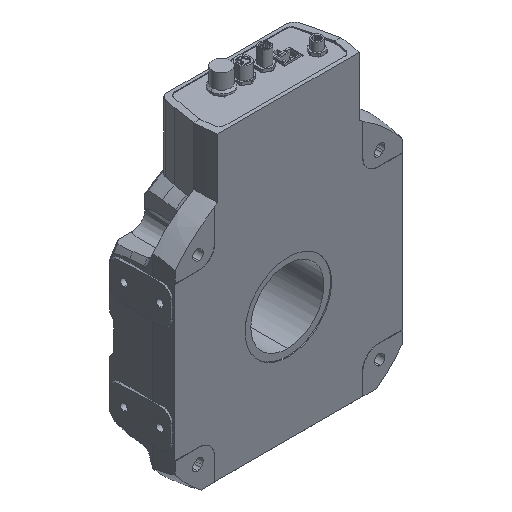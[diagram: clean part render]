
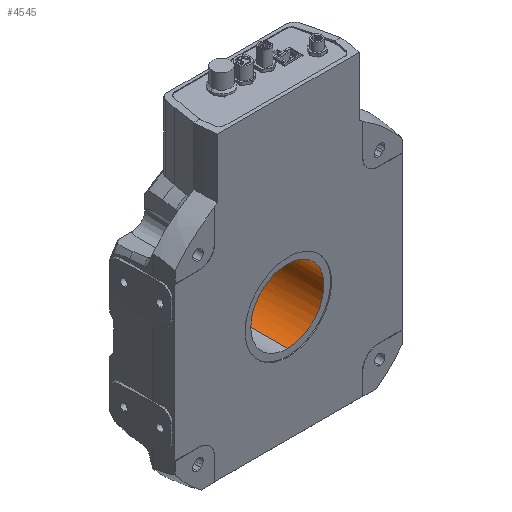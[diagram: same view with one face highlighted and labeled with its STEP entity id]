
A CAD part, isometric view. The second image highlights one B-rep face of the part: STEP entity #4545.
In plain terms, the highlighted cylindrical face has radius 25.4 mm (diameter 50.8 mm), a partial arc.
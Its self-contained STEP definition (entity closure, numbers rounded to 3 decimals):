
#264 = FACE_OUTER_BOUND ( 'NONE', #14534, .T. ) ;
#896 = VECTOR ( 'NONE', #5994, 1000. ) ;
#919 = ORIENTED_EDGE ( 'NONE', *, *, #3214, .T. ) ;
#1000 = AXIS2_PLACEMENT_3D ( 'NONE', #16149, #21651, #16267 ) ;
#1484 = DIRECTION ( 'NONE',  ( 0., -1., 0. ) ) ;
#3005 = LINE ( 'NONE', #11703, #16576 ) ;
#3214 = EDGE_CURVE ( 'NONE', #20829, #11380, #20233, .T. ) ;
#4360 = VERTEX_POINT ( 'NONE', #15109 ) ;
#4545 = ADVANCED_FACE ( 'NONE', ( #264 ), #10721, .F. ) ;
#5691 = DIRECTION ( 'NONE',  ( 0., 0., -1. ) ) ;
#5994 = DIRECTION ( 'NONE',  ( 0., -1., 0. ) ) ;
#6239 = EDGE_CURVE ( 'NONE', #4360, #11380, #22333, .T. ) ;
#6612 = CARTESIAN_POINT ( 'NONE',  ( 0., 50., -25.4 ) ) ;
#6683 = EDGE_CURVE ( 'NONE', #18621, #4360, #11398, .T. ) ;
#8398 = DIRECTION ( 'NONE',  ( 0., 1., 0. ) ) ;
#8751 = ORIENTED_EDGE ( 'NONE', *, *, #6683, .F. ) ;
#10614 = ORIENTED_EDGE ( 'NONE', *, *, #19008, .F. ) ;
#10651 = AXIS2_PLACEMENT_3D ( 'NONE', #16932, #21031, #20915 ) ;
#10721 = CYLINDRICAL_SURFACE ( 'NONE', #1000, 25.4 ) ;
#11380 = VERTEX_POINT ( 'NONE', #16772 ) ;
#11398 = CIRCLE ( 'NONE', #15180, 25.4 ) ;
#11703 = CARTESIAN_POINT ( 'NONE',  ( 3.55, 48.5, 25.151 ) ) ;
#12321 = LINE ( 'NONE', #19294, #17600 ) ;
#13706 = VERTEX_POINT ( 'NONE', #6612 ) ;
#13933 = CARTESIAN_POINT ( 'NONE',  ( 0., 48.5, 0. ) ) ;
#14534 = EDGE_LOOP ( 'NONE', ( #19421, #8751, #18516, #10614, #17332, #919 ) ) ;
#14610 = CARTESIAN_POINT ( 'NONE',  ( 0., 1., 0. ) ) ;
#14982 = VERTEX_POINT ( 'NONE', #17913 ) ;
#15109 = CARTESIAN_POINT ( 'NONE',  ( 0., 48.5, 25.4 ) ) ;
#15180 = AXIS2_PLACEMENT_3D ( 'NONE', #13933, #1484, #17371 ) ;
#15185 = CIRCLE ( 'NONE', #10651, 25.4 ) ;
#15347 = AXIS2_PLACEMENT_3D ( 'NONE', #14610, #21784, #5691 ) ;
#16104 = DIRECTION ( 'NONE',  ( 0., -1., 0. ) ) ;
#16149 = CARTESIAN_POINT ( 'NONE',  ( 0., 0., 0. ) ) ;
#16267 = DIRECTION ( 'NONE',  ( 0., 0., -1. ) ) ;
#16576 = VECTOR ( 'NONE', #8398, 1000. ) ;
#16634 = EDGE_CURVE ( 'NONE', #18621, #14982, #3005, .T. ) ;
#16772 = CARTESIAN_POINT ( 'NONE',  ( 0., 1., 25.4 ) ) ;
#16932 = CARTESIAN_POINT ( 'NONE',  ( 0., 50., 0. ) ) ;
#17332 = ORIENTED_EDGE ( 'NONE', *, *, #22161, .T. ) ;
#17371 = DIRECTION ( 'NONE',  ( 0., 0., 1. ) ) ;
#17600 = VECTOR ( 'NONE', #16104, 1000. ) ;
#17913 = CARTESIAN_POINT ( 'NONE',  ( 3.55, 50., 25.151 ) ) ;
#18516 = ORIENTED_EDGE ( 'NONE', *, *, #16634, .T. ) ;
#18621 = VERTEX_POINT ( 'NONE', #18964 ) ;
#18964 = CARTESIAN_POINT ( 'NONE',  ( 3.55, 48.5, 25.151 ) ) ;
#19008 = EDGE_CURVE ( 'NONE', #13706, #14982, #15185, .T. ) ;
#19294 = CARTESIAN_POINT ( 'NONE',  ( 0., 0., -25.4 ) ) ;
#19421 = ORIENTED_EDGE ( 'NONE', *, *, #6239, .F. ) ;
#20007 = CARTESIAN_POINT ( 'NONE',  ( 0., 1., -25.4 ) ) ;
#20233 = CIRCLE ( 'NONE', #15347, 25.4 ) ;
#20829 = VERTEX_POINT ( 'NONE', #20007 ) ;
#20915 = DIRECTION ( 'NONE',  ( 0., 0., -1. ) ) ;
#21031 = DIRECTION ( 'NONE',  ( 0., -1., 0. ) ) ;
#21651 = DIRECTION ( 'NONE',  ( 0., -1., 0. ) ) ;
#21784 = DIRECTION ( 'NONE',  ( 0., -1., 0. ) ) ;
#22091 = CARTESIAN_POINT ( 'NONE',  ( 0., 0., 25.4 ) ) ;
#22161 = EDGE_CURVE ( 'NONE', #13706, #20829, #12321, .T. ) ;
#22333 = LINE ( 'NONE', #22091, #896 ) ;
